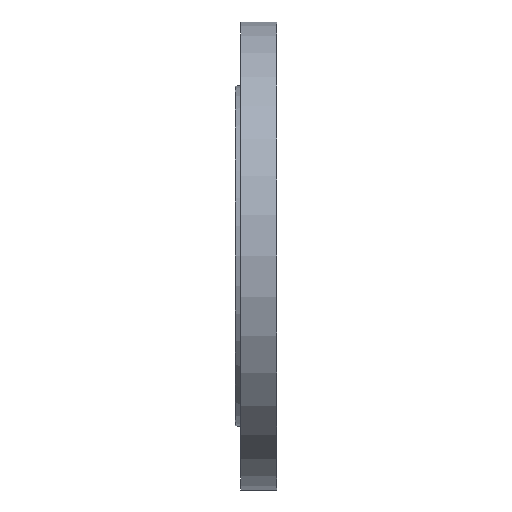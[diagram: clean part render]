
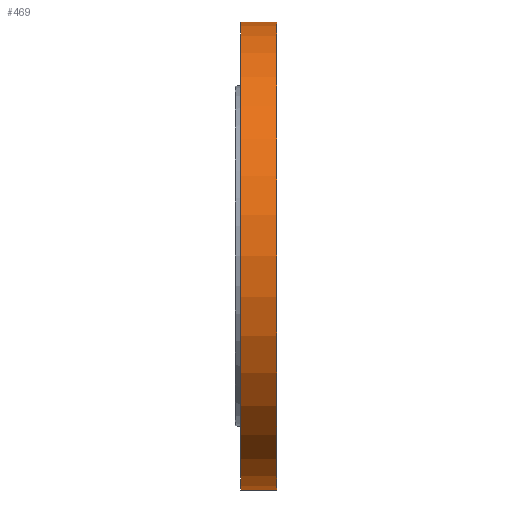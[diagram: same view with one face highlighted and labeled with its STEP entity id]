
A CAD part, left-side view. The second image highlights one B-rep face of the part: STEP entity #469.
In plain terms, the highlighted cylindrical face has radius 142.5 mm (diameter 285 mm), a partial arc.
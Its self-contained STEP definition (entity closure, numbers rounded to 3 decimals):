
#8 = CARTESIAN_POINT ( 'NONE',  ( 0., 0., -142.5 ) ) ;
#49 = EDGE_LOOP ( 'NONE', ( #891, #178, #129, #361 ) ) ;
#95 = CIRCLE ( 'NONE', #654, 142.5 ) ;
#129 = ORIENTED_EDGE ( 'NONE', *, *, #772, .T. ) ;
#176 = DIRECTION ( 'NONE',  ( 0., 0., -1. ) ) ;
#178 = ORIENTED_EDGE ( 'NONE', *, *, #618, .F. ) ;
#180 = CARTESIAN_POINT ( 'NONE',  ( 0., 22., 0. ) ) ;
#243 = CARTESIAN_POINT ( 'NONE',  ( 0., 22., 142.5 ) ) ;
#244 = FACE_OUTER_BOUND ( 'NONE', #49, .T. ) ;
#288 = DIRECTION ( 'NONE',  ( 0., -1., 0. ) ) ;
#345 = CARTESIAN_POINT ( 'NONE',  ( 0., 22., 142.5 ) ) ;
#361 = ORIENTED_EDGE ( 'NONE', *, *, #788, .T. ) ;
#384 = CARTESIAN_POINT ( 'NONE',  ( 0., 0., 142.5 ) ) ;
#411 = VERTEX_POINT ( 'NONE', #384 ) ;
#413 = AXIS2_PLACEMENT_3D ( 'NONE', #180, #468, #176 ) ;
#432 = CARTESIAN_POINT ( 'NONE',  ( 0., 0., 0. ) ) ;
#468 = DIRECTION ( 'NONE',  ( 0., -1., 0. ) ) ;
#469 = ADVANCED_FACE ( 'NONE', ( #244 ), #858, .T. ) ;
#492 = LINE ( 'NONE', #345, #715 ) ;
#497 = CARTESIAN_POINT ( 'NONE',  ( 0., 22., 0. ) ) ;
#502 = DIRECTION ( 'NONE',  ( 0., 1., 0. ) ) ;
#522 = DIRECTION ( 'NONE',  ( 0., 1., 0. ) ) ;
#618 = EDGE_CURVE ( 'NONE', #895, #881, #95, .T. ) ;
#650 = EDGE_CURVE ( 'NONE', #881, #411, #492, .T. ) ;
#654 = AXIS2_PLACEMENT_3D ( 'NONE', #497, #502, #808 ) ;
#679 = VECTOR ( 'NONE', #288, 1000. ) ;
#715 = VECTOR ( 'NONE', #736, 1000. ) ;
#736 = DIRECTION ( 'NONE',  ( 0., -1., 0. ) ) ;
#761 = CARTESIAN_POINT ( 'NONE',  ( 0., 22., -142.5 ) ) ;
#772 = EDGE_CURVE ( 'NONE', #895, #936, #1006, .T. ) ;
#788 = EDGE_CURVE ( 'NONE', #936, #411, #952, .T. ) ;
#808 = DIRECTION ( 'NONE',  ( 0., 0., 1. ) ) ;
#837 = DIRECTION ( 'NONE',  ( 0., 0., 1. ) ) ;
#858 = CYLINDRICAL_SURFACE ( 'NONE', #413, 142.5 ) ;
#881 = VERTEX_POINT ( 'NONE', #243 ) ;
#891 = ORIENTED_EDGE ( 'NONE', *, *, #650, .F. ) ;
#895 = VERTEX_POINT ( 'NONE', #937 ) ;
#936 = VERTEX_POINT ( 'NONE', #8 ) ;
#937 = CARTESIAN_POINT ( 'NONE',  ( 0., 22., -142.5 ) ) ;
#952 = CIRCLE ( 'NONE', #969, 142.5 ) ;
#969 = AXIS2_PLACEMENT_3D ( 'NONE', #432, #522, #837 ) ;
#1006 = LINE ( 'NONE', #761, #679 ) ;
